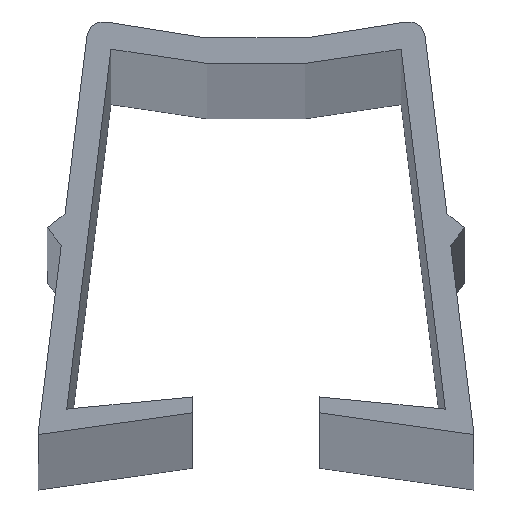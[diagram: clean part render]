
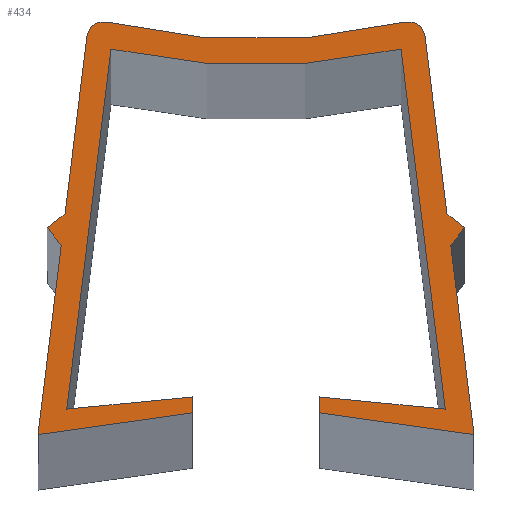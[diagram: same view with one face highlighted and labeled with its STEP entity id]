
A CAD part, top view. The second image highlights one B-rep face of the part: STEP entity #434.
In plain terms, the highlighted planar face has unit normal (0, 0, 1).
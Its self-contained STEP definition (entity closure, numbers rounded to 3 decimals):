
#40=FACE_OUTER_BOUND('',#62,.T.);
#62=EDGE_LOOP('',(#375,#376,#377,#378,#379,#380,#381,#382,#383,#384,#385,
#386,#387,#388,#389,#390,#391,#392,#393,#394));
#80=LINE('',#645,#132);
#82=LINE('',#649,#134);
#84=LINE('',#653,#136);
#86=LINE('',#657,#138);
#88=LINE('',#661,#140);
#90=LINE('',#665,#142);
#92=LINE('',#669,#144);
#94=LINE('',#673,#146);
#99=LINE('',#689,#151);
#101=LINE('',#693,#153);
#103=LINE('',#697,#155);
#105=LINE('',#701,#157);
#107=LINE('',#705,#159);
#109=LINE('',#709,#161);
#111=LINE('',#713,#163);
#113=LINE('',#717,#165);
#132=VECTOR('',#516,10.);
#134=VECTOR('',#520,10.);
#136=VECTOR('',#524,10.);
#138=VECTOR('',#528,10.);
#140=VECTOR('',#532,10.);
#142=VECTOR('',#536,10.);
#144=VECTOR('',#540,10.);
#146=VECTOR('',#544,10.);
#151=VECTOR('',#563,10.);
#153=VECTOR('',#567,10.);
#155=VECTOR('',#571,10.);
#157=VECTOR('',#575,10.);
#159=VECTOR('',#579,10.);
#161=VECTOR('',#583,10.);
#163=VECTOR('',#587,10.);
#165=VECTOR('',#591,10.);
#171=CIRCLE('',#469,0.5);
#172=CIRCLE('',#471,20.);
#173=CIRCLE('',#473,0.5);
#174=CIRCLE('',#483,20.8);
#195=VERTEX_POINT('',#642);
#196=VERTEX_POINT('',#644);
#197=VERTEX_POINT('',#648);
#198=VERTEX_POINT('',#652);
#199=VERTEX_POINT('',#656);
#200=VERTEX_POINT('',#660);
#201=VERTEX_POINT('',#664);
#202=VERTEX_POINT('',#668);
#203=VERTEX_POINT('',#672);
#204=VERTEX_POINT('',#676);
#205=VERTEX_POINT('',#680);
#206=VERTEX_POINT('',#684);
#207=VERTEX_POINT('',#688);
#208=VERTEX_POINT('',#692);
#209=VERTEX_POINT('',#696);
#210=VERTEX_POINT('',#700);
#211=VERTEX_POINT('',#704);
#212=VERTEX_POINT('',#708);
#213=VERTEX_POINT('',#712);
#214=VERTEX_POINT('',#716);
#236=EDGE_CURVE('',#196,#195,#80,.T.);
#238=EDGE_CURVE('',#197,#196,#82,.T.);
#240=EDGE_CURVE('',#198,#197,#84,.T.);
#242=EDGE_CURVE('',#199,#198,#86,.T.);
#244=EDGE_CURVE('',#200,#199,#88,.T.);
#246=EDGE_CURVE('',#201,#200,#90,.T.);
#248=EDGE_CURVE('',#202,#201,#92,.T.);
#250=EDGE_CURVE('',#203,#202,#94,.T.);
#252=EDGE_CURVE('',#204,#203,#171,.T.);
#254=EDGE_CURVE('',#205,#204,#172,.T.);
#256=EDGE_CURVE('',#206,#205,#173,.T.);
#258=EDGE_CURVE('',#207,#206,#99,.T.);
#260=EDGE_CURVE('',#208,#207,#101,.T.);
#262=EDGE_CURVE('',#209,#208,#103,.T.);
#264=EDGE_CURVE('',#210,#209,#105,.T.);
#266=EDGE_CURVE('',#211,#210,#107,.T.);
#268=EDGE_CURVE('',#212,#211,#109,.T.);
#270=EDGE_CURVE('',#213,#212,#111,.T.);
#272=EDGE_CURVE('',#214,#213,#113,.T.);
#274=EDGE_CURVE('',#195,#214,#174,.T.);
#375=ORIENTED_EDGE('',*,*,#274,.T.);
#376=ORIENTED_EDGE('',*,*,#272,.T.);
#377=ORIENTED_EDGE('',*,*,#270,.T.);
#378=ORIENTED_EDGE('',*,*,#268,.T.);
#379=ORIENTED_EDGE('',*,*,#266,.T.);
#380=ORIENTED_EDGE('',*,*,#264,.T.);
#381=ORIENTED_EDGE('',*,*,#262,.T.);
#382=ORIENTED_EDGE('',*,*,#260,.T.);
#383=ORIENTED_EDGE('',*,*,#258,.T.);
#384=ORIENTED_EDGE('',*,*,#256,.T.);
#385=ORIENTED_EDGE('',*,*,#254,.T.);
#386=ORIENTED_EDGE('',*,*,#252,.T.);
#387=ORIENTED_EDGE('',*,*,#250,.T.);
#388=ORIENTED_EDGE('',*,*,#248,.T.);
#389=ORIENTED_EDGE('',*,*,#246,.T.);
#390=ORIENTED_EDGE('',*,*,#244,.T.);
#391=ORIENTED_EDGE('',*,*,#242,.T.);
#392=ORIENTED_EDGE('',*,*,#240,.T.);
#393=ORIENTED_EDGE('',*,*,#238,.T.);
#394=ORIENTED_EDGE('',*,*,#236,.T.);
#412=PLANE('',#484);
#434=ADVANCED_FACE('',(#40),#412,.T.);
#469=AXIS2_PLACEMENT_3D('',#677,#548,#549);
#471=AXIS2_PLACEMENT_3D('',#681,#553,#554);
#473=AXIS2_PLACEMENT_3D('',#685,#558,#559);
#483=AXIS2_PLACEMENT_3D('',#720,#595,#596);
#484=AXIS2_PLACEMENT_3D('',#721,#597,#598);
#516=DIRECTION('',(0.122,0.993,0.));
#520=DIRECTION('',(-0.995,-0.096,0.));
#524=DIRECTION('',(0.,1.,0.));
#528=DIRECTION('',(0.99,0.139,0.));
#532=DIRECTION('',(-0.122,-0.993,0.));
#536=DIRECTION('',(0.616,-0.788,0.));
#540=DIRECTION('',(-0.788,-0.616,0.));
#544=DIRECTION('',(-0.122,-0.993,0.));
#548=DIRECTION('center_axis',(0.,0.,1.));
#549=DIRECTION('ref_axis',(0.235,0.972,0.));
#553=DIRECTION('center_axis',(0.,0.,-1.));
#554=DIRECTION('ref_axis',(0.235,0.972,0.));
#558=DIRECTION('center_axis',(0.,0.,1.));
#559=DIRECTION('ref_axis',(0.993,0.122,0.));
#563=DIRECTION('',(-0.122,0.993,0.));
#567=DIRECTION('',(-0.788,0.616,0.));
#571=DIRECTION('',(0.616,0.788,0.));
#575=DIRECTION('',(-0.122,0.993,0.));
#579=DIRECTION('',(0.99,-0.139,0.));
#583=DIRECTION('',(0.,-1.,0.));
#587=DIRECTION('',(-0.995,0.096,0.));
#591=DIRECTION('',(0.122,-0.993,0.));
#595=DIRECTION('center_axis',(0.,0.,1.));
#596=DIRECTION('ref_axis',(-0.22,-0.976,0.));
#597=DIRECTION('center_axis',(0.,0.,1.));
#598=DIRECTION('ref_axis',(1.,0.,0.));
#642=CARTESIAN_POINT('',(-4.566,0.507,500.));
#644=CARTESIAN_POINT('',(-5.957,-10.825,500.));
#645=CARTESIAN_POINT('',(-5.957,-10.825,500.));
#648=CARTESIAN_POINT('',(-2.,-10.441,500.));
#649=CARTESIAN_POINT('',(-2.,-10.441,500.));
#652=CARTESIAN_POINT('',(-2.,-10.941,500.));
#653=CARTESIAN_POINT('',(-2.,-10.941,500.));
#656=CARTESIAN_POINT('',(-6.862,-11.625,500.));
#657=CARTESIAN_POINT('',(-6.862,-11.625,500.));
#660=CARTESIAN_POINT('',(-6.13,-5.669,500.));
#661=CARTESIAN_POINT('',(-6.13,-5.669,500.));
#664=CARTESIAN_POINT('',(-6.566,-5.112,500.));
#665=CARTESIAN_POINT('',(-6.566,-5.112,500.));
#668=CARTESIAN_POINT('',(-6.009,-4.677,500.));
#669=CARTESIAN_POINT('',(-6.009,-4.677,500.));
#672=CARTESIAN_POINT('',(-5.319,0.936,500.));
#673=CARTESIAN_POINT('',(-5.319,0.936,500.));
#676=CARTESIAN_POINT('',(-4.705,1.361,500.));
#677=CARTESIAN_POINT('Origin',(-4.823,0.875,500.));
#680=CARTESIAN_POINT('',(4.705,1.361,500.));
#681=CARTESIAN_POINT('Origin',(0.,20.8,500.));
#684=CARTESIAN_POINT('',(5.319,0.936,500.));
#685=CARTESIAN_POINT('Origin',(4.823,0.875,500.));
#688=CARTESIAN_POINT('',(6.009,-4.677,500.));
#689=CARTESIAN_POINT('',(6.009,-4.677,500.));
#692=CARTESIAN_POINT('',(6.566,-5.112,500.));
#693=CARTESIAN_POINT('',(6.566,-5.112,500.));
#696=CARTESIAN_POINT('',(6.13,-5.669,500.));
#697=CARTESIAN_POINT('',(6.13,-5.669,500.));
#700=CARTESIAN_POINT('',(6.862,-11.625,500.));
#701=CARTESIAN_POINT('',(6.862,-11.625,500.));
#704=CARTESIAN_POINT('',(2.,-10.941,500.));
#705=CARTESIAN_POINT('',(2.,-10.941,500.));
#708=CARTESIAN_POINT('',(2.,-10.441,500.));
#709=CARTESIAN_POINT('',(2.,-10.441,500.));
#712=CARTESIAN_POINT('',(5.957,-10.825,500.));
#713=CARTESIAN_POINT('',(5.957,-10.825,500.));
#716=CARTESIAN_POINT('',(4.566,0.507,500.));
#717=CARTESIAN_POINT('',(4.566,0.507,500.));
#720=CARTESIAN_POINT('Origin',(0.,20.8,500.));
#721=CARTESIAN_POINT('Origin',(0.,-5.461,500.));
